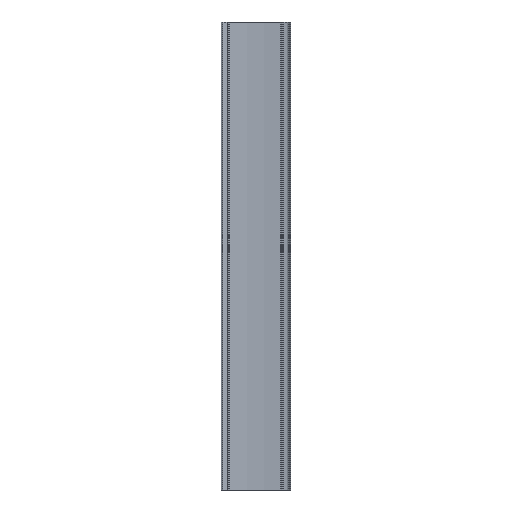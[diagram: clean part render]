
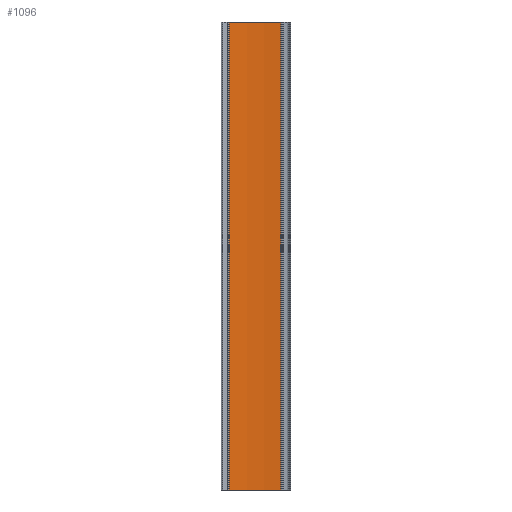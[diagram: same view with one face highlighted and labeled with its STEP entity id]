
A CAD part, front view. The second image highlights one B-rep face of the part: STEP entity #1096.
In plain terms, the highlighted cylindrical face has radius 248.9 mm (diameter 497.8 mm), a partial arc.
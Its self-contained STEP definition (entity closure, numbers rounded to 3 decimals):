
#102=LINE('',#1776,#205);
#103=LINE('',#1782,#206);
#205=VECTOR('',#1434,1000.);
#206=VECTOR('',#1441,1000.);
#368=ORIENTED_EDGE('',*,*,#671,.T.);
#369=ORIENTED_EDGE('',*,*,#670,.F.);
#370=ORIENTED_EDGE('',*,*,#672,.F.);
#371=ORIENTED_EDGE('',*,*,#673,.T.);
#670=EDGE_CURVE('',#808,#807,#102,.T.);
#671=EDGE_CURVE('',#809,#807,#893,.T.);
#672=EDGE_CURVE('',#810,#808,#894,.T.);
#673=EDGE_CURVE('',#810,#809,#103,.T.);
#807=VERTEX_POINT('',#1773);
#808=VERTEX_POINT('',#1775);
#809=VERTEX_POINT('',#1779);
#810=VERTEX_POINT('',#1781);
#893=CIRCLE('',#1201,248.9);
#894=CIRCLE('',#1202,248.9);
#951=EDGE_LOOP('',(#368,#369,#370,#371));
#1008=FACE_BOUND('',#951,.T.);
#1053=CYLINDRICAL_SURFACE('',#1200,248.9);
#1096=ADVANCED_FACE('',(#1008),#1053,.F.);
#1200=AXIS2_PLACEMENT_3D('',#1777,#1435,#1436);
#1201=AXIS2_PLACEMENT_3D('',#1778,#1437,#1438);
#1202=AXIS2_PLACEMENT_3D('',#1780,#1439,#1440);
#1434=DIRECTION('',(0.,0.,1.));
#1435=DIRECTION('',(0.,0.,1.));
#1436=DIRECTION('',(1.,0.,0.));
#1437=DIRECTION('',(0.,0.,1.));
#1438=DIRECTION('',(1.,0.,0.));
#1439=DIRECTION('',(0.,0.,1.));
#1440=DIRECTION('',(1.,0.,0.));
#1441=DIRECTION('',(0.,0.,1.));
#1773=CARTESIAN_POINT('',(-27.555,16.27,0.));
#1775=CARTESIAN_POINT('',(-27.555,16.27,-500.));
#1776=CARTESIAN_POINT('',(-27.555,16.27,-500.));
#1777=CARTESIAN_POINT('',(0.,-231.1,-500.));
#1778=CARTESIAN_POINT('',(0.,-231.1,0.));
#1779=CARTESIAN_POINT('',(27.555,16.27,0.));
#1780=CARTESIAN_POINT('',(0.,-231.1,-500.));
#1781=CARTESIAN_POINT('',(27.555,16.27,-500.));
#1782=CARTESIAN_POINT('',(27.555,16.27,-500.));
